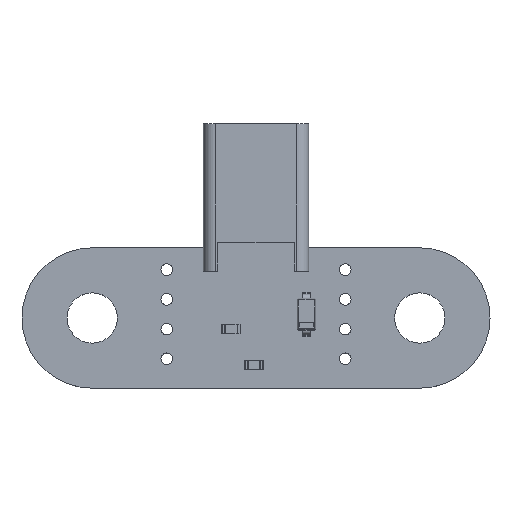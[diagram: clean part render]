
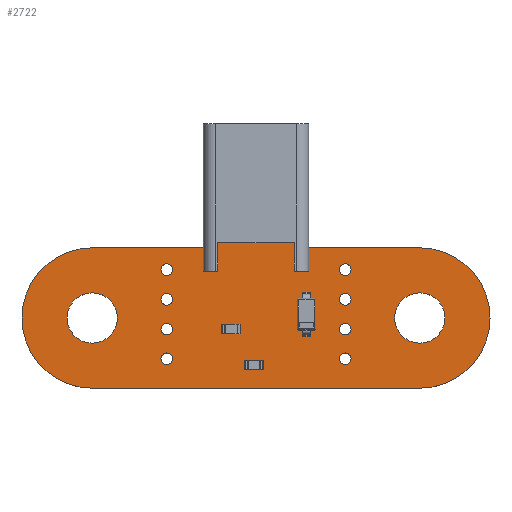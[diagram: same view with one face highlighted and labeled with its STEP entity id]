
A CAD part, top view. The second image highlights one B-rep face of the part: STEP entity #2722.
In plain terms, the highlighted planar face has unit normal (0, 0, 1).
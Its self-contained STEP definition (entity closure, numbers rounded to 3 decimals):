
#164=FACE_BOUND('',#567,.T.);
#165=FACE_BOUND('',#568,.T.);
#166=FACE_BOUND('',#569,.T.);
#167=FACE_BOUND('',#570,.T.);
#168=FACE_BOUND('',#571,.T.);
#169=FACE_BOUND('',#572,.T.);
#170=FACE_BOUND('',#573,.T.);
#171=FACE_BOUND('',#574,.T.);
#172=FACE_BOUND('',#575,.T.);
#173=FACE_BOUND('',#576,.T.);
#259=CIRCLE('',#2973,6.);
#271=CIRCLE('',#2988,6.);
#272=CIRCLE('',#2989,0.5);
#273=CIRCLE('',#2990,2.15);
#274=CIRCLE('',#2991,0.5);
#275=CIRCLE('',#2992,0.5);
#276=CIRCLE('',#2993,0.5);
#277=CIRCLE('',#2994,2.15);
#278=CIRCLE('',#2995,0.5);
#279=CIRCLE('',#2996,0.5);
#280=CIRCLE('',#2997,0.5);
#281=CIRCLE('',#2998,0.5);
#410=FACE_OUTER_BOUND('',#566,.T.);
#566=EDGE_LOOP('',(#2408,#2409,#2410,#2411,#2412,#2413,#2414,#2415));
#567=EDGE_LOOP('',(#2416));
#568=EDGE_LOOP('',(#2417));
#569=EDGE_LOOP('',(#2418));
#570=EDGE_LOOP('',(#2419));
#571=EDGE_LOOP('',(#2420));
#572=EDGE_LOOP('',(#2421));
#573=EDGE_LOOP('',(#2422));
#574=EDGE_LOOP('',(#2423));
#575=EDGE_LOOP('',(#2424));
#576=EDGE_LOOP('',(#2425));
#853=LINE('',#4413,#1143);
#857=LINE('',#4425,#1147);
#864=LINE('',#4461,#1154);
#865=LINE('',#4465,#1155);
#866=LINE('',#4467,#1156);
#867=LINE('',#4468,#1157);
#1143=VECTOR('',#3648,1.);
#1147=VECTOR('',#3660,1.);
#1154=VECTOR('',#3693,1.);
#1155=VECTOR('',#3696,1.);
#1156=VECTOR('',#3697,1.);
#1157=VECTOR('',#3698,1.);
#1365=VERTEX_POINT('',#4410);
#1366=VERTEX_POINT('',#4412);
#1369=VERTEX_POINT('',#4420);
#1370=VERTEX_POINT('',#4424);
#1386=VERTEX_POINT('',#4460);
#1387=VERTEX_POINT('',#4462);
#1388=VERTEX_POINT('',#4464);
#1389=VERTEX_POINT('',#4466);
#1390=VERTEX_POINT('',#4469);
#1391=VERTEX_POINT('',#4471);
#1392=VERTEX_POINT('',#4473);
#1393=VERTEX_POINT('',#4475);
#1394=VERTEX_POINT('',#4477);
#1395=VERTEX_POINT('',#4479);
#1396=VERTEX_POINT('',#4481);
#1397=VERTEX_POINT('',#4483);
#1398=VERTEX_POINT('',#4485);
#1399=VERTEX_POINT('',#4487);
#1709=EDGE_CURVE('',#1365,#1366,#853,.T.);
#1714=EDGE_CURVE('',#1365,#1369,#259,.T.);
#1715=EDGE_CURVE('',#1366,#1370,#857,.T.);
#1733=EDGE_CURVE('',#1386,#1369,#864,.T.);
#1734=EDGE_CURVE('',#1386,#1387,#271,.T.);
#1735=EDGE_CURVE('',#1388,#1387,#865,.T.);
#1736=EDGE_CURVE('',#1389,#1388,#866,.T.);
#1737=EDGE_CURVE('',#1370,#1389,#867,.T.);
#1738=EDGE_CURVE('',#1390,#1390,#272,.T.);
#1739=EDGE_CURVE('',#1391,#1391,#273,.T.);
#1740=EDGE_CURVE('',#1392,#1392,#274,.T.);
#1741=EDGE_CURVE('',#1393,#1393,#275,.T.);
#1742=EDGE_CURVE('',#1394,#1394,#276,.T.);
#1743=EDGE_CURVE('',#1395,#1395,#277,.T.);
#1744=EDGE_CURVE('',#1396,#1396,#278,.T.);
#1745=EDGE_CURVE('',#1397,#1397,#279,.T.);
#1746=EDGE_CURVE('',#1398,#1398,#280,.T.);
#1747=EDGE_CURVE('',#1399,#1399,#281,.T.);
#2408=ORIENTED_EDGE('',*,*,#1709,.F.);
#2409=ORIENTED_EDGE('',*,*,#1714,.T.);
#2410=ORIENTED_EDGE('',*,*,#1733,.F.);
#2411=ORIENTED_EDGE('',*,*,#1734,.T.);
#2412=ORIENTED_EDGE('',*,*,#1735,.F.);
#2413=ORIENTED_EDGE('',*,*,#1736,.F.);
#2414=ORIENTED_EDGE('',*,*,#1737,.F.);
#2415=ORIENTED_EDGE('',*,*,#1715,.F.);
#2416=ORIENTED_EDGE('',*,*,#1738,.F.);
#2417=ORIENTED_EDGE('',*,*,#1739,.F.);
#2418=ORIENTED_EDGE('',*,*,#1740,.F.);
#2419=ORIENTED_EDGE('',*,*,#1741,.F.);
#2420=ORIENTED_EDGE('',*,*,#1742,.F.);
#2421=ORIENTED_EDGE('',*,*,#1743,.F.);
#2422=ORIENTED_EDGE('',*,*,#1744,.F.);
#2423=ORIENTED_EDGE('',*,*,#1745,.F.);
#2424=ORIENTED_EDGE('',*,*,#1746,.F.);
#2425=ORIENTED_EDGE('',*,*,#1747,.F.);
#2589=PLANE('',#2987);
#2722=ADVANCED_FACE('',(#410,#164,#165,#166,#167,#168,#169,#170,#171,#172,
#173),#2589,.F.);
#2973=AXIS2_PLACEMENT_3D('',#4422,#3656,#3657);
#2987=AXIS2_PLACEMENT_3D('',#4459,#3691,#3692);
#2988=AXIS2_PLACEMENT_3D('',#4463,#3694,#3695);
#2989=AXIS2_PLACEMENT_3D('',#4470,#3699,#3700);
#2990=AXIS2_PLACEMENT_3D('',#4472,#3701,#3702);
#2991=AXIS2_PLACEMENT_3D('',#4474,#3703,#3704);
#2992=AXIS2_PLACEMENT_3D('',#4476,#3705,#3706);
#2993=AXIS2_PLACEMENT_3D('',#4478,#3707,#3708);
#2994=AXIS2_PLACEMENT_3D('',#4480,#3709,#3710);
#2995=AXIS2_PLACEMENT_3D('',#4482,#3711,#3712);
#2996=AXIS2_PLACEMENT_3D('',#4484,#3713,#3714);
#2997=AXIS2_PLACEMENT_3D('',#4486,#3715,#3716);
#2998=AXIS2_PLACEMENT_3D('',#4488,#3717,#3718);
#3648=DIRECTION('',(1.,0.,0.));
#3656=DIRECTION('center_axis',(0.,0.,1.));
#3657=DIRECTION('ref_axis',(1.,0.,0.));
#3660=DIRECTION('',(0.,1.,0.));
#3691=DIRECTION('center_axis',(0.,0.,-1.));
#3692=DIRECTION('ref_axis',(-1.,0.,0.));
#3693=DIRECTION('',(-1.,0.,0.));
#3694=DIRECTION('center_axis',(0.,0.,1.));
#3695=DIRECTION('ref_axis',(1.,0.,0.));
#3696=DIRECTION('',(1.,0.,0.));
#3697=DIRECTION('',(0.,-1.,0.));
#3698=DIRECTION('',(1.,0.,0.));
#3699=DIRECTION('center_axis',(0.,0.,1.));
#3700=DIRECTION('ref_axis',(1.,0.,0.));
#3701=DIRECTION('center_axis',(0.,0.,1.));
#3702=DIRECTION('ref_axis',(1.,0.,0.));
#3703=DIRECTION('center_axis',(0.,0.,1.));
#3704=DIRECTION('ref_axis',(1.,0.,0.));
#3705=DIRECTION('center_axis',(0.,0.,1.));
#3706=DIRECTION('ref_axis',(1.,0.,0.));
#3707=DIRECTION('center_axis',(0.,0.,1.));
#3708=DIRECTION('ref_axis',(1.,0.,0.));
#3709=DIRECTION('center_axis',(0.,0.,1.));
#3710=DIRECTION('ref_axis',(1.,0.,0.));
#3711=DIRECTION('center_axis',(0.,0.,1.));
#3712=DIRECTION('ref_axis',(1.,0.,0.));
#3713=DIRECTION('center_axis',(0.,0.,1.));
#3714=DIRECTION('ref_axis',(1.,0.,0.));
#3715=DIRECTION('center_axis',(0.,0.,1.));
#3716=DIRECTION('ref_axis',(1.,0.,0.));
#3717=DIRECTION('center_axis',(0.,0.,1.));
#3718=DIRECTION('ref_axis',(1.,0.,0.));
#4410=CARTESIAN_POINT('',(113.,-106.08,0.8));
#4412=CARTESIAN_POINT('',(123.75,-106.08,0.8));
#4413=CARTESIAN_POINT('',(113.,-106.08,0.8));
#4420=CARTESIAN_POINT('',(113.,-118.08,0.8));
#4422=CARTESIAN_POINT('Origin',(113.,-112.08,0.8));
#4424=CARTESIAN_POINT('',(123.75,-105.63,0.8));
#4425=CARTESIAN_POINT('',(123.75,-106.08,0.8));
#4459=CARTESIAN_POINT('Origin',(127.,-111.988,0.8));
#4460=CARTESIAN_POINT('',(141.,-118.08,0.8));
#4461=CARTESIAN_POINT('',(141.,-118.08,0.8));
#4462=CARTESIAN_POINT('',(141.,-106.08,0.8));
#4463=CARTESIAN_POINT('Origin',(141.,-112.08,0.8));
#4464=CARTESIAN_POINT('',(130.25,-106.08,0.8));
#4465=CARTESIAN_POINT('',(130.25,-106.08,0.8));
#4466=CARTESIAN_POINT('',(130.25,-105.63,0.8));
#4467=CARTESIAN_POINT('',(130.25,-105.63,0.8));
#4468=CARTESIAN_POINT('',(123.75,-105.63,0.8));
#4469=CARTESIAN_POINT('',(134.12,-115.57,0.8));
#4470=CARTESIAN_POINT('Origin',(134.62,-115.57,0.8));
#4471=CARTESIAN_POINT('',(138.85,-112.08,0.8));
#4472=CARTESIAN_POINT('Origin',(141.,-112.08,0.8));
#4473=CARTESIAN_POINT('',(134.12,-113.03,0.8));
#4474=CARTESIAN_POINT('Origin',(134.62,-113.03,0.8));
#4475=CARTESIAN_POINT('',(118.88,-115.57,0.8));
#4476=CARTESIAN_POINT('Origin',(119.38,-115.57,0.8));
#4477=CARTESIAN_POINT('',(118.88,-113.03,0.8));
#4478=CARTESIAN_POINT('Origin',(119.38,-113.03,0.8));
#4479=CARTESIAN_POINT('',(110.85,-112.08,0.8));
#4480=CARTESIAN_POINT('Origin',(113.,-112.08,0.8));
#4481=CARTESIAN_POINT('',(134.12,-110.49,0.8));
#4482=CARTESIAN_POINT('Origin',(134.62,-110.49,0.8));
#4483=CARTESIAN_POINT('',(134.12,-107.95,0.8));
#4484=CARTESIAN_POINT('Origin',(134.62,-107.95,0.8));
#4485=CARTESIAN_POINT('',(118.88,-110.49,0.8));
#4486=CARTESIAN_POINT('Origin',(119.38,-110.49,0.8));
#4487=CARTESIAN_POINT('',(118.88,-107.95,0.8));
#4488=CARTESIAN_POINT('Origin',(119.38,-107.95,0.8));
